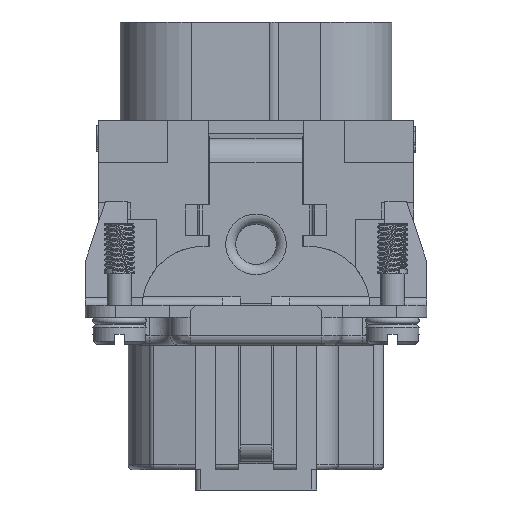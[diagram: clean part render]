
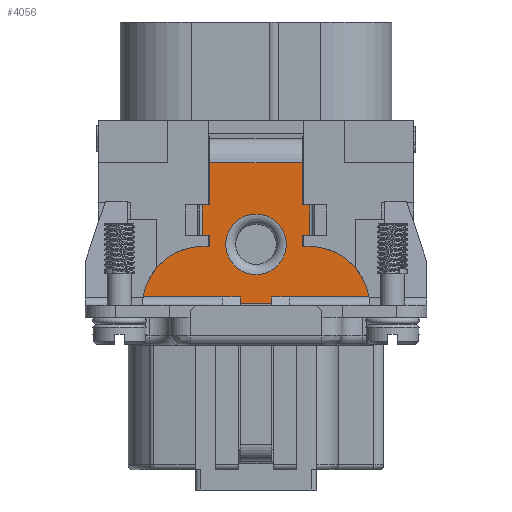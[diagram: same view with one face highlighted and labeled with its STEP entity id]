
A CAD part, left-side view. The second image highlights one B-rep face of the part: STEP entity #4056.
In plain terms, the highlighted planar face has unit normal (-1, 0, 0).
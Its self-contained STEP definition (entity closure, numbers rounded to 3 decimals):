
#811=FACE_BOUND('',#8497,.T.);
#812=FACE_BOUND('',#8498,.T.);
#2393=CIRCLE('',#35705,6.);
#2404=CIRCLE('',#35729,3.);
#2405=CIRCLE('',#35730,6.);
#4056=ADVANCED_FACE('',(#811,#812),#5077,.T.);
#5077=PLANE('',#35731);
#8497=EDGE_LOOP('',(#18677));
#8498=EDGE_LOOP('',(#18678,#18679,#18680,#18681,#18682,#18683,#18684,#18685,
#18686,#18687,#18688,#18689,#18690,#18691,#18692,#18693,#18694,#18695,#18696,
#18697,#18698,#18699));
#18677=ORIENTED_EDGE('',*,*,#27404,.F.);
#18678=ORIENTED_EDGE('',*,*,#27405,.T.);
#18679=ORIENTED_EDGE('',*,*,#27406,.T.);
#18680=ORIENTED_EDGE('',*,*,#27407,.F.);
#18681=ORIENTED_EDGE('',*,*,#27408,.F.);
#18682=ORIENTED_EDGE('',*,*,#27409,.F.);
#18683=ORIENTED_EDGE('',*,*,#27410,.F.);
#18684=ORIENTED_EDGE('',*,*,#27411,.T.);
#18685=ORIENTED_EDGE('',*,*,#27412,.T.);
#18686=ORIENTED_EDGE('',*,*,#27402,.F.);
#18687=ORIENTED_EDGE('',*,*,#27399,.F.);
#18688=ORIENTED_EDGE('',*,*,#27395,.T.);
#18689=ORIENTED_EDGE('',*,*,#27413,.F.);
#18690=ORIENTED_EDGE('',*,*,#27414,.T.);
#18691=ORIENTED_EDGE('',*,*,#27415,.T.);
#18692=ORIENTED_EDGE('',*,*,#27416,.T.);
#18693=ORIENTED_EDGE('',*,*,#27417,.T.);
#18694=ORIENTED_EDGE('',*,*,#27362,.F.);
#18695=ORIENTED_EDGE('',*,*,#27418,.T.);
#18696=ORIENTED_EDGE('',*,*,#27419,.F.);
#18697=ORIENTED_EDGE('',*,*,#27321,.F.);
#18698=ORIENTED_EDGE('',*,*,#27420,.T.);
#18699=ORIENTED_EDGE('',*,*,#27305,.F.);
#22565=VERTEX_POINT('',#75670);
#22566=VERTEX_POINT('',#75672);
#22579=VERTEX_POINT('',#75701);
#22580=VERTEX_POINT('',#75703);
#22599=VERTEX_POINT('',#75820);
#22600=VERTEX_POINT('',#75822);
#22601=VERTEX_POINT('',#75827);
#22622=VERTEX_POINT('',#75886);
#22623=VERTEX_POINT('',#75887);
#22624=VERTEX_POINT('',#75893);
#22625=VERTEX_POINT('',#75898);
#22626=VERTEX_POINT('',#75903);
#22627=VERTEX_POINT('',#75905);
#22628=VERTEX_POINT('',#75907);
#22629=VERTEX_POINT('',#75909);
#22630=VERTEX_POINT('',#75911);
#22631=VERTEX_POINT('',#75913);
#22632=VERTEX_POINT('',#75915);
#22633=VERTEX_POINT('',#75917);
#22634=VERTEX_POINT('',#75920);
#22635=VERTEX_POINT('',#75922);
#22636=VERTEX_POINT('',#75924);
#22637=VERTEX_POINT('',#75926);
#27305=EDGE_CURVE('',#22565,#22566,#30171,.T.);
#27321=EDGE_CURVE('',#22579,#22580,#30178,.T.);
#27362=EDGE_CURVE('',#22599,#22600,#2393,.T.);
#27395=EDGE_CURVE('',#22622,#22623,#30230,.T.);
#27399=EDGE_CURVE('',#22622,#22624,#30232,.T.);
#27402=EDGE_CURVE('',#22624,#22625,#30233,.T.);
#27404=EDGE_CURVE('',#22626,#22626,#2404,.T.);
#27405=EDGE_CURVE('',#22565,#22627,#30235,.T.);
#27406=EDGE_CURVE('',#22627,#22628,#30236,.T.);
#27407=EDGE_CURVE('',#22629,#22628,#2405,.T.);
#27408=EDGE_CURVE('',#22630,#22629,#30237,.T.);
#27409=EDGE_CURVE('',#22631,#22630,#30238,.T.);
#27410=EDGE_CURVE('',#22632,#22631,#30239,.T.);
#27411=EDGE_CURVE('',#22632,#22633,#30240,.T.);
#27412=EDGE_CURVE('',#22633,#22625,#30241,.T.);
#27413=EDGE_CURVE('',#22634,#22623,#30242,.T.);
#27414=EDGE_CURVE('',#22634,#22635,#30243,.T.);
#27415=EDGE_CURVE('',#22635,#22636,#30244,.T.);
#27416=EDGE_CURVE('',#22636,#22637,#30245,.T.);
#27417=EDGE_CURVE('',#22637,#22600,#30246,.T.);
#27418=EDGE_CURVE('',#22599,#22601,#30247,.T.);
#27419=EDGE_CURVE('',#22580,#22601,#30248,.T.);
#27420=EDGE_CURVE('',#22579,#22566,#30249,.T.);
#30171=LINE('',#75671,#32862);
#30178=LINE('',#75702,#32869);
#30230=LINE('',#75885,#32921);
#30232=LINE('',#75892,#32923);
#30233=LINE('',#75897,#32924);
#30235=LINE('',#75904,#32926);
#30236=LINE('',#75906,#32927);
#30237=LINE('',#75910,#32928);
#30238=LINE('',#75912,#32929);
#30239=LINE('',#75914,#32930);
#30240=LINE('',#75916,#32931);
#30241=LINE('',#75918,#32932);
#30242=LINE('',#75919,#32933);
#30243=LINE('',#75921,#32934);
#30244=LINE('',#75923,#32935);
#30245=LINE('',#75925,#32936);
#30246=LINE('',#75927,#32937);
#30247=LINE('',#75928,#32938);
#30248=LINE('',#75929,#32939);
#30249=LINE('',#75930,#32940);
#32862=VECTOR('',#43565,1.);
#32869=VECTOR('',#43592,1.);
#32921=VECTOR('',#43728,1.);
#32923=VECTOR('',#43736,1.);
#32924=VECTOR('',#43743,1.);
#32926=VECTOR('',#43751,1.);
#32927=VECTOR('',#43752,1.);
#32928=VECTOR('',#43755,1.);
#32929=VECTOR('',#43756,1.);
#32930=VECTOR('',#43757,1.);
#32931=VECTOR('',#43758,1.);
#32932=VECTOR('',#43759,1.);
#32933=VECTOR('',#43760,1.);
#32934=VECTOR('',#43761,1.);
#32935=VECTOR('',#43762,1.);
#32936=VECTOR('',#43763,1.);
#32937=VECTOR('',#43764,1.);
#32938=VECTOR('',#43765,1.);
#32939=VECTOR('',#43766,1.);
#32940=VECTOR('',#43767,1.);
#35705=AXIS2_PLACEMENT_3D('',#75821,#43670,#43671);
#35729=AXIS2_PLACEMENT_3D('',#75902,#43749,#43750);
#35730=AXIS2_PLACEMENT_3D('',#75908,#43753,#43754);
#35731=AXIS2_PLACEMENT_3D('',#75931,#43768,#43769);
#43565=DIRECTION('',(0.,0.,-1.));
#43592=DIRECTION('',(0.,0.,1.));
#43670=DIRECTION('',(1.,0.,0.));
#43671=DIRECTION('',(0.,0.,1.));
#43728=DIRECTION('',(0.,0.,-1.));
#43736=DIRECTION('',(0.,-1.,0.));
#43743=DIRECTION('',(0.,0.,-1.));
#43749=DIRECTION('',(-1.,0.,0.));
#43750=DIRECTION('',(0.,0.,1.));
#43751=DIRECTION('',(0.,-1.,0.));
#43752=DIRECTION('',(0.,-1.,0.));
#43753=DIRECTION('',(1.,0.,0.));
#43754=DIRECTION('',(0.,0.,1.));
#43755=DIRECTION('',(0.,-1.,0.));
#43756=DIRECTION('',(0.,0.,-1.));
#43757=DIRECTION('',(0.,1.,0.));
#43758=DIRECTION('',(0.,0.,1.));
#43759=DIRECTION('',(0.,1.,0.));
#43760=DIRECTION('',(0.,-1.,0.));
#43761=DIRECTION('',(0.,0.,-1.));
#43762=DIRECTION('',(0.,-1.,0.));
#43763=DIRECTION('',(0.,0.,-1.));
#43764=DIRECTION('',(0.,1.,0.));
#43765=DIRECTION('',(0.,-1.,0.));
#43766=DIRECTION('',(0.,1.,0.));
#43767=DIRECTION('',(0.,-1.,0.));
#43768=DIRECTION('',(-1.,0.,0.));
#43769=DIRECTION('',(0.,0.,1.));
#75670=CARTESIAN_POINT('',(-32.9,-1.55,2.3));
#75671=CARTESIAN_POINT('',(-32.9,-1.55,-0.7));
#75672=CARTESIAN_POINT('',(-32.9,-1.55,1.621));
#75701=CARTESIAN_POINT('',(-32.9,1.55,1.621));
#75702=CARTESIAN_POINT('',(-32.9,1.55,-0.7));
#75703=CARTESIAN_POINT('',(-32.9,1.55,2.3));
#75820=CARTESIAN_POINT('',(-32.9,11.166,2.3));
#75821=CARTESIAN_POINT('',(-32.9,5.25,1.3));
#75822=CARTESIAN_POINT('',(-32.9,5.25,7.3));
#75827=CARTESIAN_POINT('',(-32.9,3.3,2.3));
#75885=CARTESIAN_POINT('',(-32.9,4.6,0.1));
#75886=CARTESIAN_POINT('',(-32.9,4.6,15.6));
#75887=CARTESIAN_POINT('',(-32.9,4.6,11.4));
#75892=CARTESIAN_POINT('',(-32.9,0.,15.6));
#75893=CARTESIAN_POINT('',(-32.9,-4.6,15.6));
#75897=CARTESIAN_POINT('',(-32.9,-4.6,0.1));
#75898=CARTESIAN_POINT('',(-32.9,-4.6,11.4));
#75902=CARTESIAN_POINT('',(-32.9,0.,7.5));
#75903=CARTESIAN_POINT('',(-32.9,0.,10.5));
#75904=CARTESIAN_POINT('',(-32.9,0.,2.3));
#75905=CARTESIAN_POINT('',(-32.9,-3.3,2.3));
#75906=CARTESIAN_POINT('',(-32.9,-11.247,2.3));
#75907=CARTESIAN_POINT('',(-32.9,-11.166,2.3));
#75908=CARTESIAN_POINT('',(-32.9,-5.25,1.3));
#75909=CARTESIAN_POINT('',(-32.9,-5.25,7.3));
#75910=CARTESIAN_POINT('',(-32.9,-4.5,7.3));
#75911=CARTESIAN_POINT('',(-32.9,-4.6,7.3));
#75912=CARTESIAN_POINT('',(-32.9,-4.6,0.1));
#75913=CARTESIAN_POINT('',(-32.9,-4.6,8.4));
#75914=CARTESIAN_POINT('',(-32.9,-4.65,8.4));
#75915=CARTESIAN_POINT('',(-32.9,-5.319,8.4));
#75916=CARTESIAN_POINT('',(-32.9,-5.319,11.4));
#75917=CARTESIAN_POINT('',(-32.9,-5.319,11.4));
#75918=CARTESIAN_POINT('',(-32.9,0.,11.4));
#75919=CARTESIAN_POINT('',(-32.9,3.7,11.4));
#75920=CARTESIAN_POINT('',(-32.9,5.319,11.4));
#75921=CARTESIAN_POINT('',(-32.9,5.319,8.4));
#75922=CARTESIAN_POINT('',(-32.9,5.319,8.4));
#75923=CARTESIAN_POINT('',(-32.9,0.,8.4));
#75924=CARTESIAN_POINT('',(-32.9,4.6,8.4));
#75925=CARTESIAN_POINT('',(-32.9,4.6,0.1));
#75926=CARTESIAN_POINT('',(-32.9,4.6,7.3));
#75927=CARTESIAN_POINT('',(-32.9,0.,7.3));
#75928=CARTESIAN_POINT('',(-32.9,3.3,2.3));
#75929=CARTESIAN_POINT('',(-32.9,9.646,2.3));
#75930=CARTESIAN_POINT('',(-32.9,0.,1.621));
#75931=CARTESIAN_POINT('',(-32.9,0.,0.1));
